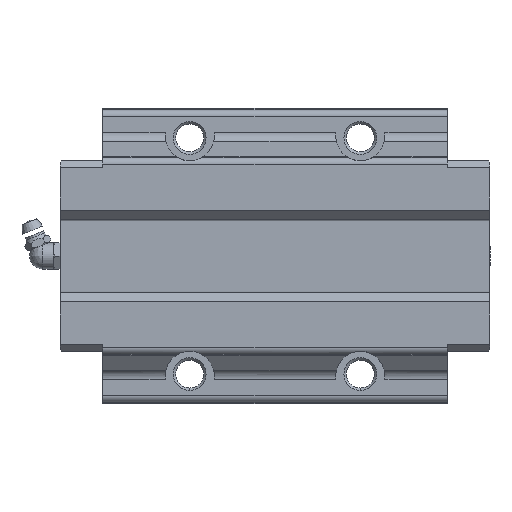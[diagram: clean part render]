
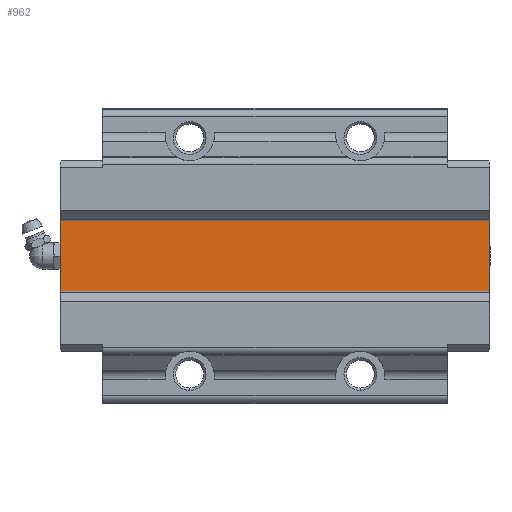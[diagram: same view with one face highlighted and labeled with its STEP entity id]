
A CAD part, front view. The second image highlights one B-rep face of the part: STEP entity #962.
In plain terms, the highlighted planar face has unit normal (0, -1, 0).
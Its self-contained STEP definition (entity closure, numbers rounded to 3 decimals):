
#22 = VERTEX_POINT ( 'NONE', #4657 ) ;
#34 = DIRECTION ( 'NONE',  ( 1., 0., 0. ) ) ;
#123 = ORIENTED_EDGE ( 'NONE', *, *, #3382, .T. ) ;
#296 = VERTEX_POINT ( 'NONE', #4243 ) ;
#319 = VECTOR ( 'NONE', #34, 1000. ) ;
#646 = LINE ( 'NONE', #2369, #5890 ) ;
#914 = VECTOR ( 'NONE', #1143, 1000. ) ;
#931 = PLANE ( 'NONE',  #4618 ) ;
#962 = ADVANCED_FACE ( 'NONE', ( #6948 ), #931, .T. ) ;
#1143 = DIRECTION ( 'NONE',  ( 0., 0., -1. ) ) ;
#1614 = CARTESIAN_POINT ( 'NONE',  ( 65.5, 16., -11.147 ) ) ;
#1655 = CARTESIAN_POINT ( 'NONE',  ( 65.5, 16., -11.147 ) ) ;
#2078 = DIRECTION ( 'NONE',  ( 0., -1., 0. ) ) ;
#2083 = LINE ( 'NONE', #3643, #914 ) ;
#2369 = CARTESIAN_POINT ( 'NONE',  ( 65.5, 16., 11.147 ) ) ;
#2402 = EDGE_CURVE ( 'NONE', #296, #6429, #2083, .T. ) ;
#2468 = CARTESIAN_POINT ( 'NONE',  ( 65.5, 16., -11.147 ) ) ;
#2640 = CARTESIAN_POINT ( 'NONE',  ( -65.5, 16., -11.147 ) ) ;
#2767 = CARTESIAN_POINT ( 'NONE',  ( 65.5, 16., -11.147 ) ) ;
#2831 = LINE ( 'NONE', #1655, #319 ) ;
#3131 = VERTEX_POINT ( 'NONE', #2767 ) ;
#3382 = EDGE_CURVE ( 'NONE', #3131, #22, #3706, .T. ) ;
#3643 = CARTESIAN_POINT ( 'NONE',  ( -65.5, 16., -11.147 ) ) ;
#3706 = LINE ( 'NONE', #2468, #5141 ) ;
#4145 = ORIENTED_EDGE ( 'NONE', *, *, #5762, .T. ) ;
#4177 = ORIENTED_EDGE ( 'NONE', *, *, #2402, .T. ) ;
#4192 = DIRECTION ( 'NONE',  ( 0., 0., 1. ) ) ;
#4206 = EDGE_LOOP ( 'NONE', ( #123, #4145, #4177, #5638 ) ) ;
#4243 = CARTESIAN_POINT ( 'NONE',  ( -65.5, 16., 11.147 ) ) ;
#4618 = AXIS2_PLACEMENT_3D ( 'NONE', #1614, #2078, #5367 ) ;
#4657 = CARTESIAN_POINT ( 'NONE',  ( 65.5, 16., 11.147 ) ) ;
#4794 = EDGE_CURVE ( 'NONE', #6429, #3131, #2831, .T. ) ;
#5141 = VECTOR ( 'NONE', #4192, 1000. ) ;
#5367 = DIRECTION ( 'NONE',  ( 0., 0., -1. ) ) ;
#5483 = DIRECTION ( 'NONE',  ( -1., 0., 0. ) ) ;
#5638 = ORIENTED_EDGE ( 'NONE', *, *, #4794, .T. ) ;
#5762 = EDGE_CURVE ( 'NONE', #22, #296, #646, .T. ) ;
#5890 = VECTOR ( 'NONE', #5483, 1000. ) ;
#6429 = VERTEX_POINT ( 'NONE', #2640 ) ;
#6948 = FACE_OUTER_BOUND ( 'NONE', #4206, .T. ) ;
